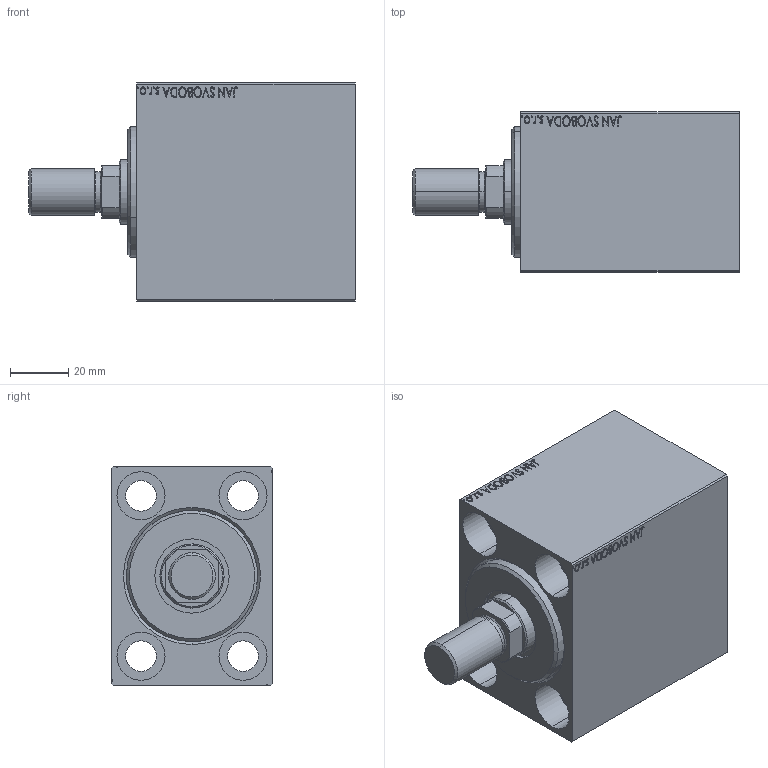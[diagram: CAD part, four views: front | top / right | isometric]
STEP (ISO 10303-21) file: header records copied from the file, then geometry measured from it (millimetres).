
FILE_DESCRIPTION (( 'STEP AP203' ), '1' );
FILE_NAME ('7491.STEP', '2024-02-12T08:48:43', ( '' ), ( '' ), 'SwSTEP 2.0', 'SolidWorks 2019', '' );
FILE_SCHEMA (( 'CONFIG_CONTROL_DESIGN' ));
Length unit declared in the file: millimetre
Products named in the file (5): V450CM_C_Body e1c473624cdc58f94c7670e8542abfc4; V450CM_MALE_METRIC e1c473624cdc58f94c7670e8542abfc4; V450CM_VC_B e1c473624cdc58f94c7670e8542abfc4; 7491; V450CM_C_VCP e1c473624cdc58f94c7670e8542abfc4
Assembly tree (4 placements, depth 2):
  7491
    V450CM_C_Body e1c473624cdc58f94c7670e8542abfc4
    V450CM_C_VCP e1c473624cdc58f94c7670e8542abfc4
    V450CM_VC_B e1c473624cdc58f94c7670e8542abfc4
    V450CM_MALE_METRIC e1c473624cdc58f94c7670e8542abfc4
Bounding box: 112 x 55 x 75 mm (x, y, z)
Volume: 272891.5 mm3; surface area: 61376.8 mm2
Topology: 4 solids, 4 shells, 865 faces, 2208 edges, 1463 vertices
Faces by surface type: plane 409, bspline 380, cylinder 56, cone 18, torus 2
Entity records: 44039 total; most frequent: CARTESIAN_POINT 25041, ORIENTED_EDGE 4412, DIRECTION 2558, EDGE_CURVE 2206, VERTEX_POINT 1463, VECTOR 1302, LINE 1302, EDGE_LOOP 989
